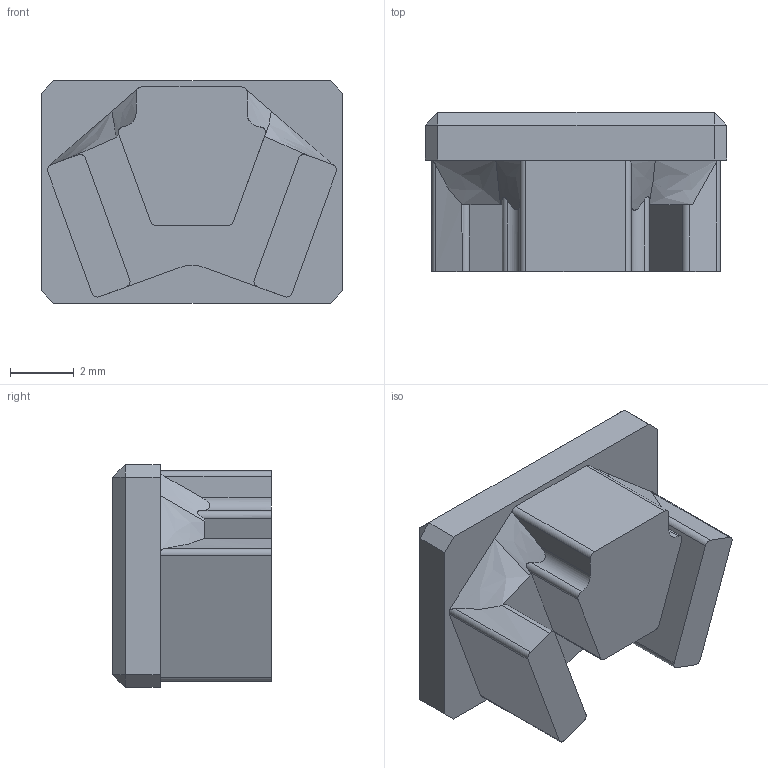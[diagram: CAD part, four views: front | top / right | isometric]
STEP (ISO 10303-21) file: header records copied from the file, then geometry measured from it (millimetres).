
FILE_DESCRIPTION(/* description */ ('[t] Logo LED diffuser'),/* implementation_level */ '2;1');
FILE_NAME(/* name */ 'Faceplates_[t] Logo LED diffuser v1.step',/* time_stamp */ '2025-10-13T10:45:21+03:00',/* author */ (''),/* organization */ (''),/* preprocessor_version */ 'ST-DEVELOPER v20.1',/* originating_system */ 'Autodesk Translation Framework v14.17.0.0',/* authorisation */ '');
FILE_SCHEMA (('AUTOMOTIVE_DESIGN { 1 0 10303 214 3 1 1 }'));
Length unit declared in the file: millimetre
Products named in the file (1): [t] Logo LED diffuser
Bounding box: 9.49 x 5 x 7.01 mm (x, y, z)
Volume: 202.6 mm3; surface area: 292.7 mm2
Topology: 1 solids, 1 shells, 62 faces, 165 edges, 107 vertices
Faces by surface type: plane 40, cylinder 17, bspline 5
Entity records: 2166 total; most frequent: CARTESIAN_POINT 631, ORIENTED_EDGE 330, DIRECTION 280, EDGE_CURVE 165, VERTEX_POINT 107, LINE 104, VECTOR 104, AXIS2_PLACEMENT_3D 88
